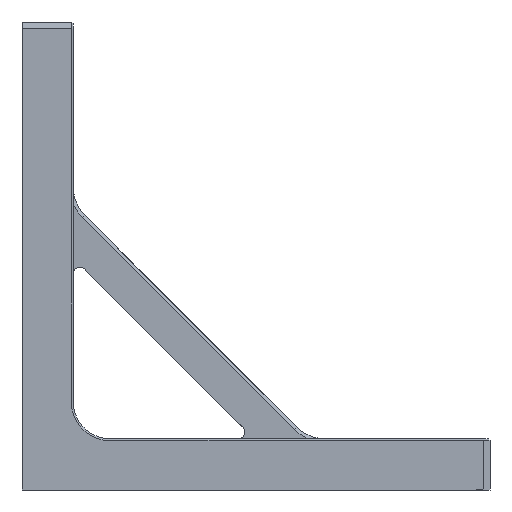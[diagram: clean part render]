
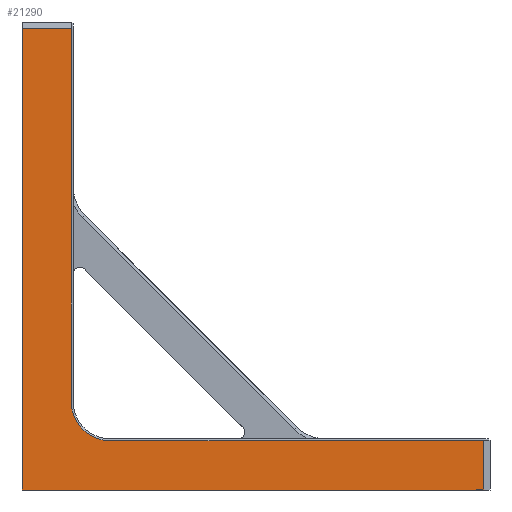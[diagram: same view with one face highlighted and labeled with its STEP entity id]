
A CAD part, left-side view. The second image highlights one B-rep face of the part: STEP entity #21290.
In plain terms, the highlighted planar face has unit normal (-1, 0, 0).
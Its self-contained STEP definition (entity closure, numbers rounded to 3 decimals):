
#3512=DIRECTION('',(0.,-1.,0.));
#3513=VECTOR('',#3512,58.307);
#3514=CARTESIAN_POINT('',(-32.5,59.307,
-32.8));
#3515=LINE('',#3514,#3513);
#3516=DIRECTION('',(0.,0.,-1.));
#3517=VECTOR('',#3516,7.7);
#3518=CARTESIAN_POINT('',(-32.5,1.,-32.8));
#3519=LINE('',#3518,#3517);
#3520=DIRECTION('',(0.,1.,0.));
#3521=VECTOR('',#3520,72.);
#3522=CARTESIAN_POINT('',(-32.5,1.,-40.5));
#3523=LINE('',#3522,#3521);
#3524=DIRECTION('',(0.,-1.,0.));
#3525=VECTOR('',#3524,7.7);
#3526=CARTESIAN_POINT('',(-32.5,73.,31.5));
#3527=LINE('',#3526,#3525);
#3528=DIRECTION('',(0.,0.,-1.));
#3529=VECTOR('',#3528,58.307);
#3530=CARTESIAN_POINT('',(-32.5,65.3,31.5));
#3531=LINE('',#3530,#3529);
#3532=CARTESIAN_POINT('',(-32.5,59.307,-26.807));
#3533=DIRECTION('',(-1.,0.,0.));
#3534=DIRECTION('',(0.,1.,0.));
#3535=AXIS2_PLACEMENT_3D('',#3532,#3533,#3534);
#3581=DIRECTION('',(0.,0.,1.));
#3582=VECTOR('',#3581,72.);
#3583=CARTESIAN_POINT('',(-32.5,73.,-40.5));
#3584=LINE('',#3583,#3582);
#15184=CARTESIAN_POINT('',(-32.5,73.,-40.5));
#15186=VERTEX_POINT('',#15184);
#16039=CARTESIAN_POINT('',(-32.5,73.,31.5));
#16041=VERTEX_POINT('',#16039);
#16048=CARTESIAN_POINT('',(-32.5,1.,-40.5));
#16050=VERTEX_POINT('',#16048);
#16505=CARTESIAN_POINT('',(-32.5,65.3,31.5));
#16506=VERTEX_POINT('',#16505);
#16507=CARTESIAN_POINT('',(-32.5,59.307,
-32.8));
#16508=CARTESIAN_POINT('',(-32.5,1.,-32.8));
#16509=VERTEX_POINT('',#16507);
#16510=VERTEX_POINT('',#16508);
#16517=CARTESIAN_POINT('',(-32.5,65.3,-26.807));
#16518=VERTEX_POINT('',#16517);
#21272=CARTESIAN_POINT('',(-32.5,0.,-40.5));
#21273=DIRECTION('',(-1.,0.,0.));
#21274=DIRECTION('',(0.,0.,1.));
#21275=AXIS2_PLACEMENT_3D('',#21272,#21273,#21274);
#21276=PLANE('',#21275);
#21277=ORIENTED_EDGE('',*,*,#21263,.T.);
#21279=ORIENTED_EDGE('',*,*,#21278,.T.);
#21280=ORIENTED_EDGE('',*,*,#17719,.T.);
#21282=ORIENTED_EDGE('',*,*,#21281,.T.);
#21284=ORIENTED_EDGE('',*,*,#21283,.T.);
#21286=ORIENTED_EDGE('',*,*,#21285,.T.);
#21287=ORIENTED_EDGE('',*,*,#21251,.T.);
#21288=EDGE_LOOP('',(#21277,#21279,#21280,#21282,#21284,#21286,#21287));
#21289=FACE_OUTER_BOUND('',#21288,.F.);
#21290=ADVANCED_FACE('',(#21289),#21276,.T.);
#3536=CIRCLE('',#3535,5.993);
#17719=EDGE_CURVE('',#16050,#15186,#3523,.T.);
#21251=EDGE_CURVE('',#16518,#16509,#3536,.T.);
#21263=EDGE_CURVE('',#16509,#16510,#3515,.T.);
#21278=EDGE_CURVE('',#16510,#16050,#3519,.T.);
#21281=EDGE_CURVE('',#15186,#16041,#3584,.T.);
#21283=EDGE_CURVE('',#16041,#16506,#3527,.T.);
#21285=EDGE_CURVE('',#16506,#16518,#3531,.T.);
